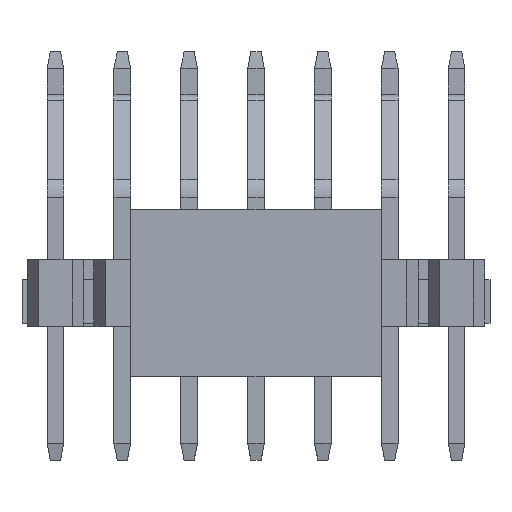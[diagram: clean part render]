
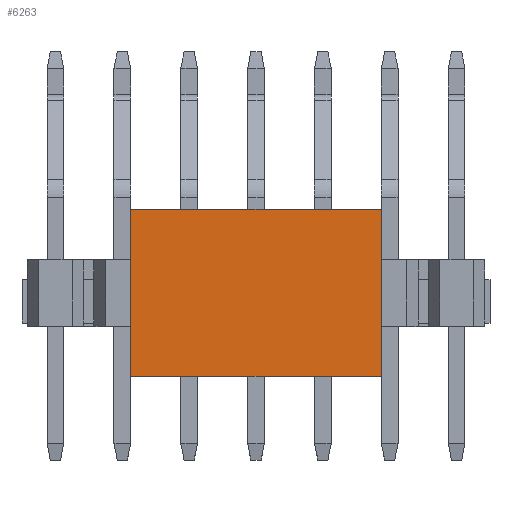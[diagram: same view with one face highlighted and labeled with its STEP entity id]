
A CAD part, top view. The second image highlights one B-rep face of the part: STEP entity #6263.
In plain terms, the highlighted planar face has unit normal (0, 0, 1).
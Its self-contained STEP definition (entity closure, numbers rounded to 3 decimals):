
#1756=ORIENTED_EDGE('',*,*,#2728,.T.);
#1757=ORIENTED_EDGE('',*,*,#2729,.F.);
#1758=ORIENTED_EDGE('',*,*,#2730,.F.);
#1759=ORIENTED_EDGE('',*,*,#2725,.T.);
#2725=EDGE_CURVE('',#3270,#3269,#4045,.T.);
#2728=EDGE_CURVE('',#3269,#3272,#4048,.T.);
#2729=EDGE_CURVE('',#3273,#3272,#4049,.T.);
#2730=EDGE_CURVE('',#3270,#3273,#4050,.T.);
#3269=VERTEX_POINT('',#10071);
#3270=VERTEX_POINT('',#10073);
#3272=VERTEX_POINT('',#10079);
#3273=VERTEX_POINT('',#10081);
#4045=LINE('',#10072,#4841);
#4048=LINE('',#10078,#4844);
#4049=LINE('',#10080,#4845);
#4050=LINE('',#10082,#4846);
#4841=VECTOR('',#8317,1000.);
#4844=VECTOR('',#8322,1000.);
#4845=VECTOR('',#8323,1000.);
#4846=VECTOR('',#8324,1000.);
#5231=EDGE_LOOP('',(#1756,#1757,#1758,#1759));
#5607=FACE_BOUND('',#5231,.T.);
#5919=PLANE('',#6726);
#6263=ADVANCED_FACE('',(#5607),#5919,.F.);
#6726=AXIS2_PLACEMENT_3D('',#10077,#8320,#8321);
#8317=DIRECTION('',(0.,1.,0.));
#8320=DIRECTION('',(0.,0.,-1.));
#8321=DIRECTION('',(-1.,0.,0.));
#8322=DIRECTION('',(-1.,0.,0.));
#8323=DIRECTION('',(0.,1.,0.));
#8324=DIRECTION('',(-1.,0.,0.));
#10071=CARTESIAN_POINT('',(3.75,2.5,1.5));
#10072=CARTESIAN_POINT('',(3.75,-2.5,1.5));
#10073=CARTESIAN_POINT('',(3.75,-2.5,1.5));
#10077=CARTESIAN_POINT('',(3.75,-2.5,1.5));
#10078=CARTESIAN_POINT('',(3.75,2.5,1.5));
#10079=CARTESIAN_POINT('',(-3.75,2.5,1.5));
#10080=CARTESIAN_POINT('',(-3.75,-2.5,1.5));
#10081=CARTESIAN_POINT('',(-3.75,-2.5,1.5));
#10082=CARTESIAN_POINT('',(3.75,-2.5,1.5));
